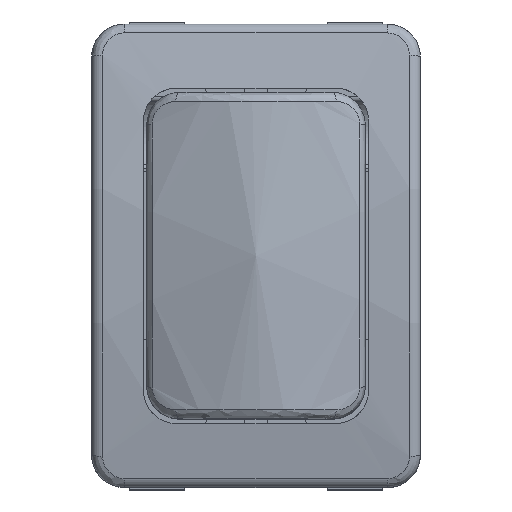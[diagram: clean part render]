
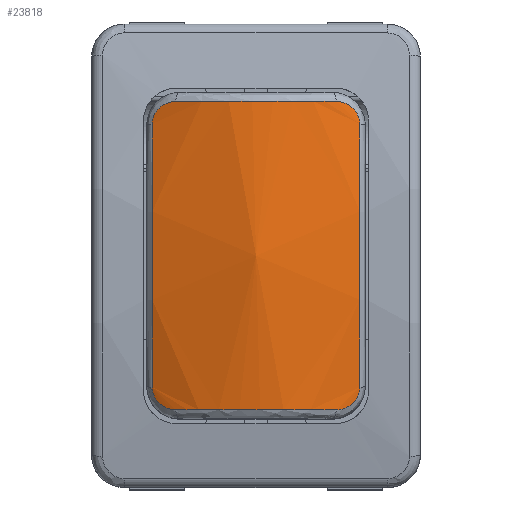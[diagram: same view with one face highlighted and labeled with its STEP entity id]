
A CAD part, top view. The second image highlights one B-rep face of the part: STEP entity #23818.
In plain terms, the highlighted free-form (B-spline) face has degree [2, 2] with [3, 9] control points.
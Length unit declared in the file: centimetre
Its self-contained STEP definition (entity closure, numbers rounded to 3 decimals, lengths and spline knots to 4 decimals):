
#41=(
BOUNDED_SURFACE()
B_SPLINE_SURFACE(2,2,((#32735,#32736,#32737,#32738,#32739,#32740,#32741,
#32742,#32743),(#32744,#32745,#32746,#32747,#32748,#32749,#32750,#32751,
#32752),(#32753,#32754,#32755,#32756,#32757,#32758,#32759,#32760,#32761)),
 .UNSPECIFIED.,.F.,.T.,.F.)
B_SPLINE_SURFACE_WITH_KNOTS((3,3),(3,2,2,2,3),(2.0391,3.1416),
(0.,1.5708,3.1416,4.7124,6.2832),
 .UNSPECIFIED.)
GEOMETRIC_REPRESENTATION_ITEM()
RATIONAL_B_SPLINE_SURFACE(((1.,0.707,1.,0.707,1.,
0.707,1.,0.707,1.),(0.852,0.602,
0.852,0.602,0.852,0.602,
0.852,0.602,0.852),(1.,0.707,
1.,0.707,1.,0.707,1.,0.707,1.)))
REPRESENTATION_ITEM('')
SURFACE()
);
#45=B_SPLINE_CURVE_WITH_KNOTS('',3,(#32440,#32441,#32442,#32443,#32444,
#32445),.UNSPECIFIED.,.F.,.F.,(4,1,1,4),(-0.1621,-0.0926,
-0.0463,0.),.UNSPECIFIED.);
#47=B_SPLINE_CURVE_WITH_KNOTS('',3,(#32479,#32480,#32481,#32482,#32483),
 .UNSPECIFIED.,.F.,.F.,(4,1,4),(-0.7061,-0.4035,0.),
 .UNSPECIFIED.);
#49=B_SPLINE_CURVE_WITH_KNOTS('',3,(#32511,#32512,#32513,#32514),
 .UNSPECIFIED.,.F.,.F.,(4,4),(-1.18,0.),.UNSPECIFIED.);
#51=B_SPLINE_CURVE_WITH_KNOTS('',3,(#32554,#32555,#32556,#32557,#32558,
#32559),.UNSPECIFIED.,.F.,.F.,(4,1,1,4),(-0.162,-0.1157,
-0.0694,0.),.UNSPECIFIED.);
#53=B_SPLINE_CURVE_WITH_KNOTS('',3,(#32599,#32600,#32601,#32602,#32603,
#32604),.UNSPECIFIED.,.F.,.F.,(4,1,1,4),(-0.1621,-0.1274,
-0.0926,0.),.UNSPECIFIED.);
#55=B_SPLINE_CURVE_WITH_KNOTS('',3,(#32632,#32633,#32634,#32635),
 .UNSPECIFIED.,.F.,.F.,(4,4),(-1.18,0.),.UNSPECIFIED.);
#57=B_SPLINE_CURVE_WITH_KNOTS('',3,(#32669,#32670,#32671,#32672,#32673),
 .UNSPECIFIED.,.F.,.F.,(4,1,4),(-0.7061,-0.4035,0.),
 .UNSPECIFIED.);
#59=B_SPLINE_CURVE_WITH_KNOTS('',3,(#32710,#32711,#32712,#32713,#32714,
#32715),.UNSPECIFIED.,.F.,.F.,(4,1,1,4),(-0.162,-0.0926,
-0.0463,0.),.UNSPECIFIED.);
#1161=FACE_OUTER_BOUND('',#2424,.T.);
#2424=EDGE_LOOP('',(#15807,#15808,#15809,#15810,#15811,#15812,#15813,#15814));
#9689=VERTEX_POINT('',#32428);
#9692=VERTEX_POINT('',#32438);
#9694=VERTEX_POINT('',#32477);
#9695=VERTEX_POINT('',#32504);
#9698=VERTEX_POINT('',#32552);
#9699=VERTEX_POINT('',#32590);
#9702=VERTEX_POINT('',#32630);
#9703=VERTEX_POINT('',#32661);
#12086=EDGE_CURVE('',#9692,#9689,#45,.T.);
#12089=EDGE_CURVE('',#9694,#9692,#47,.T.);
#12092=EDGE_CURVE('',#9689,#9695,#49,.T.);
#12095=EDGE_CURVE('',#9698,#9694,#51,.T.);
#12098=EDGE_CURVE('',#9695,#9699,#53,.T.);
#12101=EDGE_CURVE('',#9702,#9698,#55,.T.);
#12104=EDGE_CURVE('',#9699,#9703,#57,.T.);
#12106=EDGE_CURVE('',#9703,#9702,#59,.T.);
#15807=ORIENTED_EDGE('',*,*,#12086,.F.);
#15808=ORIENTED_EDGE('',*,*,#12089,.F.);
#15809=ORIENTED_EDGE('',*,*,#12095,.F.);
#15810=ORIENTED_EDGE('',*,*,#12101,.F.);
#15811=ORIENTED_EDGE('',*,*,#12106,.F.);
#15812=ORIENTED_EDGE('',*,*,#12104,.F.);
#15813=ORIENTED_EDGE('',*,*,#12098,.F.);
#15814=ORIENTED_EDGE('',*,*,#12092,.F.);
#23818=ADVANCED_FACE('',(#1161),#41,.F.);
#32428=CARTESIAN_POINT('',(-0.4699,-0.5967,2.0789));
#32438=CARTESIAN_POINT('',(-0.3643,-0.6982,2.1146));
#32440=CARTESIAN_POINT('Ctrl Pts',(-0.3643,-0.6982,
2.1146));
#32441=CARTESIAN_POINT('Ctrl Pts',(-0.3868,-0.6981,
2.1051));
#32442=CARTESIAN_POINT('Ctrl Pts',(-0.4248,-0.6862,
2.0891));
#32443=CARTESIAN_POINT('Ctrl Pts',(-0.4621,-0.6438,
2.0759));
#32444=CARTESIAN_POINT('Ctrl Pts',(-0.4699,-0.6121,
2.0765));
#32445=CARTESIAN_POINT('Ctrl Pts',(-0.4699,-0.5967,
2.0789));
#32477=CARTESIAN_POINT('',(0.3643,-0.6982,2.1146));
#32479=CARTESIAN_POINT('Ctrl Pts',(0.3643,-0.6982,
2.1146));
#32480=CARTESIAN_POINT('Ctrl Pts',(0.2662,-0.6985,
2.1562));
#32481=CARTESIAN_POINT('Ctrl Pts',(0.0209,-0.6989,
2.2142));
#32482=CARTESIAN_POINT('Ctrl Pts',(-0.2336,-0.6986,
2.17));
#32483=CARTESIAN_POINT('Ctrl Pts',(-0.3643,-0.6982,
2.1146));
#32504=CARTESIAN_POINT('',(-0.4699,0.5967,2.0785));
#32511=CARTESIAN_POINT('Ctrl Pts',(-0.4699,-0.5967,
2.0789));
#32512=CARTESIAN_POINT('Ctrl Pts',(-0.4699,-0.2036,
2.14));
#32513=CARTESIAN_POINT('Ctrl Pts',(-0.4699,0.2037,
2.1399));
#32514=CARTESIAN_POINT('Ctrl Pts',(-0.4699,0.5967,
2.0785));
#32552=CARTESIAN_POINT('',(0.4699,-0.5967,2.0789));
#32554=CARTESIAN_POINT('Ctrl Pts',(0.4699,-0.5967,
2.0789));
#32555=CARTESIAN_POINT('Ctrl Pts',(0.4699,-0.6121,
2.0765));
#32556=CARTESIAN_POINT('Ctrl Pts',(0.4621,-0.6437,
2.076));
#32557=CARTESIAN_POINT('Ctrl Pts',(0.4249,-0.6862,
2.0891));
#32558=CARTESIAN_POINT('Ctrl Pts',(0.3868,-0.6981,
2.1051));
#32559=CARTESIAN_POINT('Ctrl Pts',(0.3643,-0.6982,
2.1146));
#32590=CARTESIAN_POINT('',(-0.3643,0.6982,2.1142));
#32599=CARTESIAN_POINT('Ctrl Pts',(-0.4699,0.5967,
2.0785));
#32600=CARTESIAN_POINT('Ctrl Pts',(-0.4699,0.6083,
2.0767));
#32601=CARTESIAN_POINT('Ctrl Pts',(-0.4656,0.6318,
2.0754));
#32602=CARTESIAN_POINT('Ctrl Pts',(-0.4365,0.6802,
2.0837));
#32603=CARTESIAN_POINT('Ctrl Pts',(-0.3943,0.6981,
2.1015));
#32604=CARTESIAN_POINT('Ctrl Pts',(-0.3643,0.6982,
2.1142));
#32630=CARTESIAN_POINT('',(0.4699,0.5967,2.0785));
#32632=CARTESIAN_POINT('Ctrl Pts',(0.4699,0.5967,
2.0785));
#32633=CARTESIAN_POINT('Ctrl Pts',(0.4699,0.2037,
2.1399));
#32634=CARTESIAN_POINT('Ctrl Pts',(0.4699,-0.2036,
2.14));
#32635=CARTESIAN_POINT('Ctrl Pts',(0.4699,-0.5967,
2.0789));
#32661=CARTESIAN_POINT('',(0.3643,0.6982,2.1142));
#32669=CARTESIAN_POINT('Ctrl Pts',(-0.3643,0.6982,
2.1142));
#32670=CARTESIAN_POINT('Ctrl Pts',(-0.2662,0.6985,
2.1558));
#32671=CARTESIAN_POINT('Ctrl Pts',(-0.0174,0.6989,
2.2139));
#32672=CARTESIAN_POINT('Ctrl Pts',(0.2336,0.6986,
2.1696));
#32673=CARTESIAN_POINT('Ctrl Pts',(0.3643,0.6982,
2.1142));
#32710=CARTESIAN_POINT('Ctrl Pts',(0.3643,0.6982,2.1142));
#32711=CARTESIAN_POINT('Ctrl Pts',(0.3868,0.6981,2.1047));
#32712=CARTESIAN_POINT('Ctrl Pts',(0.4249,0.6862,2.0887));
#32713=CARTESIAN_POINT('Ctrl Pts',(0.4621,0.6437,
2.0756));
#32714=CARTESIAN_POINT('Ctrl Pts',(0.4699,0.6121,2.0761));
#32715=CARTESIAN_POINT('Ctrl Pts',(0.4699,0.5967,
2.0785));
#32735=CARTESIAN_POINT('Ctrl Pts',(-0.495,3.8588,-1.75));
#32736=CARTESIAN_POINT('Ctrl Pts',(-0.495,3.8589,2.11));
#32737=CARTESIAN_POINT('Ctrl Pts',(-0.495,-0.0011,2.11));
#32738=CARTESIAN_POINT('Ctrl Pts',(-0.495,-3.8611,2.11));
#32739=CARTESIAN_POINT('Ctrl Pts',(-0.495,-3.8612,-1.75));
#32740=CARTESIAN_POINT('Ctrl Pts',(-0.495,-3.8612,-5.61));
#32741=CARTESIAN_POINT('Ctrl Pts',(-0.495,-0.0012,-5.61));
#32742=CARTESIAN_POINT('Ctrl Pts',(-0.495,3.8588,-5.61));
#32743=CARTESIAN_POINT('Ctrl Pts',(-0.495,3.8588,-1.75));
#32744=CARTESIAN_POINT('Ctrl Pts',(0.,4.1632,
-1.75));
#32745=CARTESIAN_POINT('Ctrl Pts',(0.,4.1631,
2.4144));
#32746=CARTESIAN_POINT('Ctrl Pts',(0.,-0.0012,
2.4143));
#32747=CARTESIAN_POINT('Ctrl Pts',(0.,-4.1656,
2.4143));
#32748=CARTESIAN_POINT('Ctrl Pts',(0.,-4.1655,
-1.75));
#32749=CARTESIAN_POINT('Ctrl Pts',(0.,-4.1655,
-5.9144));
#32750=CARTESIAN_POINT('Ctrl Pts',(0.,-0.0011,
-5.9143));
#32751=CARTESIAN_POINT('Ctrl Pts',(0.,4.1632,
-5.9143));
#32752=CARTESIAN_POINT('Ctrl Pts',(0.,4.1632,
-1.75));
#32753=CARTESIAN_POINT('Ctrl Pts',(0.495,3.8588,-1.75));
#32754=CARTESIAN_POINT('Ctrl Pts',(0.495,3.8589,2.11));
#32755=CARTESIAN_POINT('Ctrl Pts',(0.495,-0.0011,2.11));
#32756=CARTESIAN_POINT('Ctrl Pts',(0.495,-3.8611,2.11));
#32757=CARTESIAN_POINT('Ctrl Pts',(0.495,-3.8612,-1.75));
#32758=CARTESIAN_POINT('Ctrl Pts',(0.495,-3.8612,-5.61));
#32759=CARTESIAN_POINT('Ctrl Pts',(0.495,-0.0012,-5.61));
#32760=CARTESIAN_POINT('Ctrl Pts',(0.495,3.8588,-5.61));
#32761=CARTESIAN_POINT('Ctrl Pts',(0.495,3.8588,-1.75));
